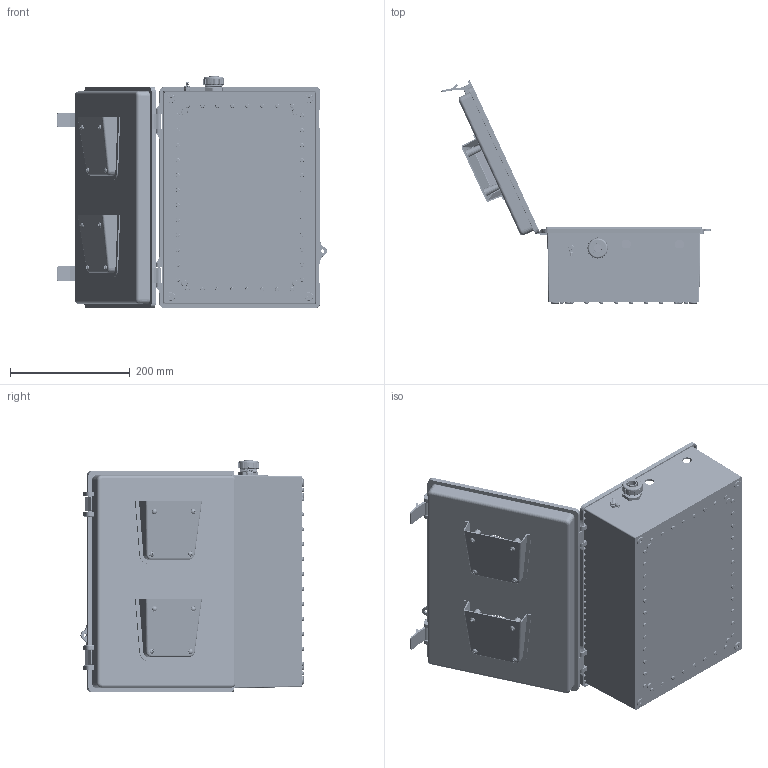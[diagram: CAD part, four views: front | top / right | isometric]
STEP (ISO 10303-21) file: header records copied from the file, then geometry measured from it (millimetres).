
FILE_DESCRIPTION (( 'STEP AP214' ), '1' );
FILE_NAME ('TEP141006-10V.STEP', '2019-05-08T18:17:26', ( '' ), ( '' ), 'SwSTEP 2.0', 'SolidWorks 2018', '' );
FILE_SCHEMA (( 'AUTOMOTIVE_DESIGN' ));
Length unit declared in the file: inch
Products named in the file (27): XC-0003; 1BE01-002; XNBE141006-01_box; XNBE141006-02_lid; XF797-02; 1AJ02-053; XFS-0026; XCT-0011; 1AJ03-011; XMH-0010; XCT-0010; XMH-0007; XFN-0013; XCT-0005; XCTB-0002; XFS-0006; XFN-0026; XFN-0003; NBE141006_lid latch; 10-32 NEMA PLATE SCREW; XFS-0017; Fan Screen-All Wires-80x80 ALUM; GroundWire_NB141006-10F; 1AM07-078; TEP141006-10V; XFW-0002; 1AJ02-054
Assembly tree (63 placements, depth 2):
  TEP141006-10V
    XNBE141006-01_box
    XNBE141006-02_lid
    NBE141006_lid latch  x2
    1AM07-078  x2
    Fan Screen-All Wires-80x80 ALUM  x2
    1BE01-002
    XC-0003
    XFS-0026
    XCT-0010
    XFW-0002  x5
    XFN-0003  x2
    XCT-0005
    XFS-0017  x3
    10-32 NEMA PLATE SCREW  x4
    XCT-0011
    1AJ02-053  x4
    1AJ03-011  x8
    1AJ02-054  x4
    XFN-0026  x8
    XMH-0007  x4
    XMH-0010
    XCTB-0002
    XFN-0013  x2
    XF797-02
    XFS-0006
    GroundWire_NB141006-10F
Bounding box: 451.73 x 373.26 x 388.66 mm (x, y, z)
Volume: 1638732 mm3; surface area: 1101000.1 mm2
Topology: 244 solids, 245 shells, 8081 faces, 18160 edges, 10754 vertices
Faces by surface type: cone 3323, plane 2095, cylinder 1958, torus 589, bspline 84, sphere 32
Entity records: 187544 total; most frequent: CARTESIAN_POINT 31654, DIRECTION 25083, ORIENTED_EDGE 22244, EDGE_CURVE 11122, AXIS2_PLACEMENT_3D 9829, VERTEX_POINT 6706, LINE 5425, VECTOR 5425
